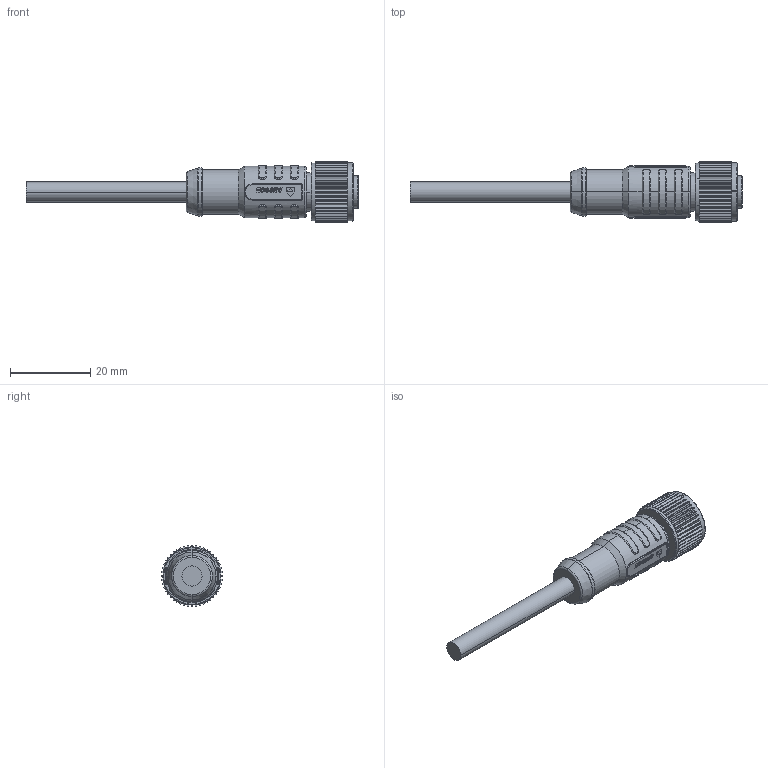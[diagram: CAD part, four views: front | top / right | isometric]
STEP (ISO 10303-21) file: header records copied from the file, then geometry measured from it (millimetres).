
FILE_DESCRIPTION((''),'2;1');
FILE_NAME('PM-M12A-04P-FF-SL8A01_SW0001','2020-03-25T',('Administrator'),(''),'CREO PARAMETRIC BY PTC INC, 2014350','CREO PARAMETRIC BY PTC INC, 2014350','');
FILE_SCHEMA(('CONFIG_CONTROL_DESIGN'));
Length unit declared in the file: millimetre
Products named in the file (1): PM-M12A-04P-FF-SL8A01_SW0001
Bounding box: 82.9 x 15.3 x 15.3 mm (x, y, z)
Volume: 9.9 mm3; surface area: 3396.1 mm2
Topology: 4 solids, 5 shells, 737 faces, 1933 edges, 1267 vertices
Faces by surface type: plane 531, cylinder 124, torus 35, bspline 30, cone 13, sphere 4
Entity records: 29934 total; most frequent: CARTESIAN_POINT 11605, ORIENTED_EDGE 3866, DIRECTION 3682, EDGE_CURVE 1933, VECTOR 1402, LINE 1402, VERTEX_POINT 1267, AXIS2_PLACEMENT_3D 1140
